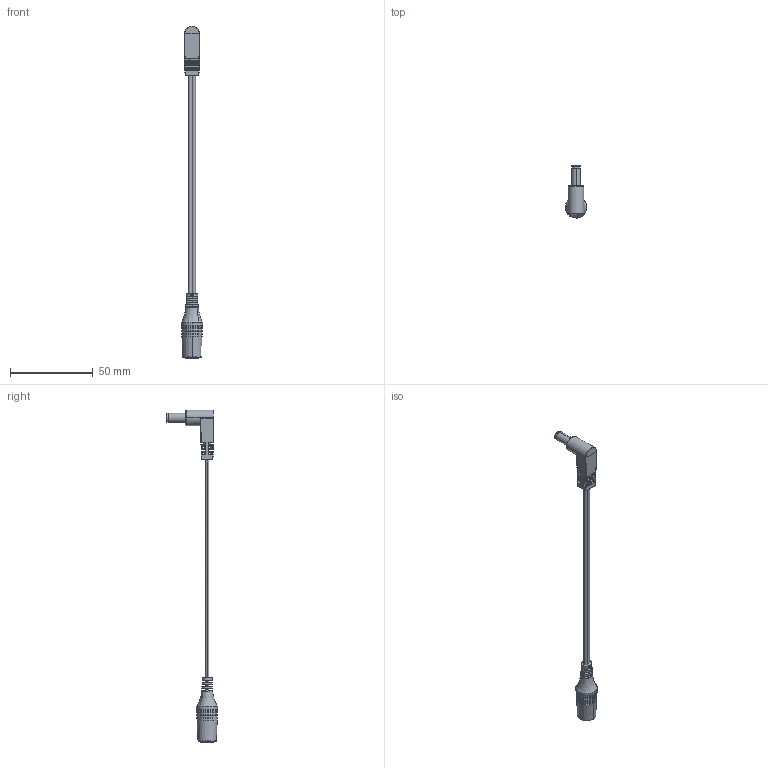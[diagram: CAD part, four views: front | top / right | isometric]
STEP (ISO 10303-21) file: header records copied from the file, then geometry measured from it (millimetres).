
FILE_DESCRIPTION (( 'STEP AP203' ), '1' );
FILE_NAME ('053-0387R.step', '2016-09-15T23:06:29', ( '' ), ( '' ), 'SwSTEP 2.0', 'SolidWorks 2015', '' );
FILE_SCHEMA (( 'CONFIG_CONTROL_DESIGN' ));
Length unit declared in the file: millimetre
Products named in the file (13): 50-00370 conductors; 24-00072_default; 50-00370; 053-0387R; 50-00025 shell; 50-00370 insulator; 24-00054; 50-00025 contact; 50-00370 shell; 50-00025 pin; 50-00025; 50-00025 insulator; 30-00007_wbc
Assembly tree (12 placements, depth 3):
  053-0387R
    30-00007_wbc
    24-00072_default
    24-00054
    50-00370
      50-00370 conductors
      50-00370 insulator
      50-00370 shell
    50-00025
      50-00025 insulator
      50-00025 pin
      50-00025 shell
      50-00025 contact
Bounding box: 12.99 x 31.3 x 200.81 mm (x, y, z)
Volume: 7234.9 mm3; surface area: 9148.8 mm2
Topology: 18 solids, 18 shells, 644 faces, 1565 edges, 933 vertices
Faces by surface type: plane 210, cylinder 199, bspline 96, cone 55, sphere 49, torus 35
Entity records: 25870 total; most frequent: CARTESIAN_POINT 10523, ORIENTED_EDGE 3046, DIRECTION 2725, EDGE_CURVE 1523, AXIS2_PLACEMENT_3D 1070, VERTEX_POINT 933, EDGE_LOOP 684, FACE_OUTER_BOUND 644
